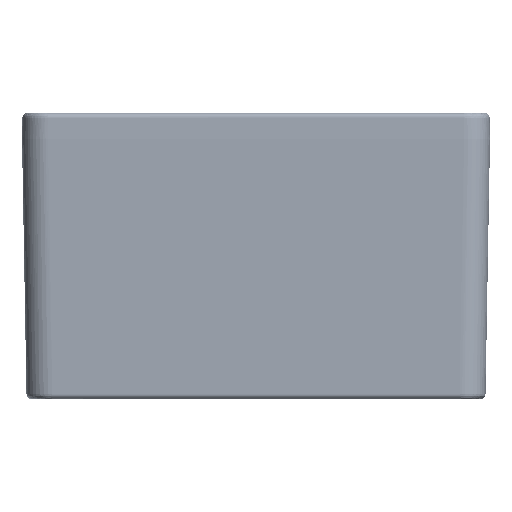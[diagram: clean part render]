
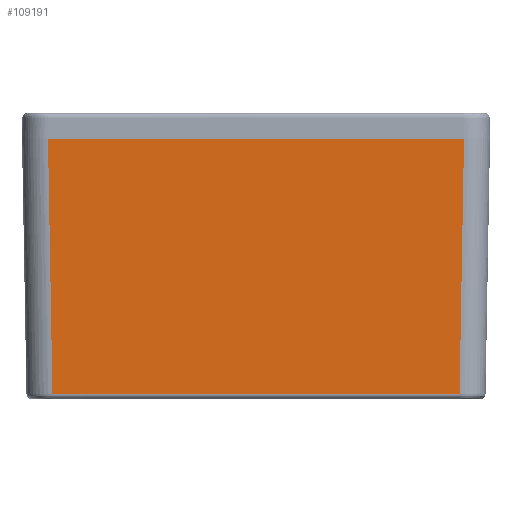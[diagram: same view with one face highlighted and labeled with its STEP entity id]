
A CAD part, left-side view. The second image highlights one B-rep face of the part: STEP entity #109191.
In plain terms, the highlighted planar face has unit normal (-1, 0, -0.018).
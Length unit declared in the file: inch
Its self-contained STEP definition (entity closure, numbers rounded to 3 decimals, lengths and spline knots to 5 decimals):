
#10476 = EDGE_CURVE ( 'NONE', #141126, #19337, #98787, .T. ) ;
#18244 = ORIENTED_EDGE ( 'NONE', *, *, #197278, .F. ) ;
#19253 = DIRECTION ( 'NONE',  ( 0., -1., 0. ) ) ;
#19337 = VERTEX_POINT ( 'NONE', #168403 ) ;
#47849 = VECTOR ( 'NONE', #162782, 39.37008 ) ;
#54994 = VERTEX_POINT ( 'NONE', #203962 ) ;
#68574 = ORIENTED_EDGE ( 'NONE', *, *, #92343, .F. ) ;
#71887 = VERTEX_POINT ( 'NONE', #165124 ) ;
#73290 = CARTESIAN_POINT ( 'NONE',  ( -2.26378, 0., 0. ) ) ;
#75997 = VECTOR ( 'NONE', #19253, 39.37008 ) ;
#87320 = EDGE_CURVE ( 'NONE', #19337, #71887, #231282, .T. ) ;
#92343 = EDGE_CURVE ( 'NONE', #71887, #54994, #181058, .T. ) ;
#98787 = LINE ( 'NONE', #227532, #110036 ) ;
#109191 = ADVANCED_FACE ( 'NONE', ( #127607 ), #202053, .F. ) ;
#110036 = VECTOR ( 'NONE', #206347, 39.37008 ) ;
#113485 = AXIS2_PLACEMENT_3D ( 'NONE', #73290, #126427, #146528 ) ;
#123964 = DIRECTION ( 'NONE',  ( 0.017, 0.017, -1. ) ) ;
#126427 = DIRECTION ( 'NONE',  ( 1., 0., 0.017 ) ) ;
#127607 = FACE_OUTER_BOUND ( 'NONE', #160366, .T. ) ;
#131788 = VECTOR ( 'NONE', #123964, 39.37008 ) ;
#141126 = VERTEX_POINT ( 'NONE', #186342 ) ;
#142069 = CARTESIAN_POINT ( 'NONE',  ( -2.26378, 0., 0. ) ) ;
#146528 = DIRECTION ( 'NONE',  ( 0.017, 0., -1. ) ) ;
#159505 = LINE ( 'NONE', #231513, #131788 ) ;
#160366 = EDGE_LOOP ( 'NONE', ( #18244, #68574, #195896, #229671 ) ) ;
#162782 = DIRECTION ( 'NONE',  ( -0.017, 0.017, 1. ) ) ;
#165124 = CARTESIAN_POINT ( 'NONE',  ( -2.26378, 1.57483, 0. ) ) ;
#168403 = CARTESIAN_POINT ( 'NONE',  ( -2.23009, 1.54115, -1.92982 ) ) ;
#175862 = CARTESIAN_POINT ( 'NONE',  ( -2.23009, 1.54115, -1.92982 ) ) ;
#181058 = LINE ( 'NONE', #142069, #75997 ) ;
#186342 = CARTESIAN_POINT ( 'NONE',  ( -2.23009, -1.54115, -1.92982 ) ) ;
#195896 = ORIENTED_EDGE ( 'NONE', *, *, #87320, .F. ) ;
#197278 = EDGE_CURVE ( 'NONE', #54994, #141126, #159505, .T. ) ;
#202053 = PLANE ( 'NONE',  #113485 ) ;
#203962 = CARTESIAN_POINT ( 'NONE',  ( -2.26378, -1.57483, 0. ) ) ;
#206347 = DIRECTION ( 'NONE',  ( 0., 1., 0. ) ) ;
#227532 = CARTESIAN_POINT ( 'NONE',  ( -2.23009, 0., -1.92982 ) ) ;
#229671 = ORIENTED_EDGE ( 'NONE', *, *, #10476, .F. ) ;
#231282 = LINE ( 'NONE', #175862, #47849 ) ;
#231513 = CARTESIAN_POINT ( 'NONE',  ( -2.2466, -1.55765, -0.98425 ) ) ;
